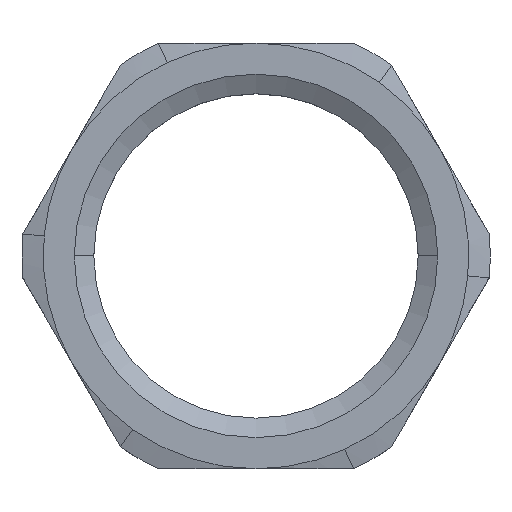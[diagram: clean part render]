
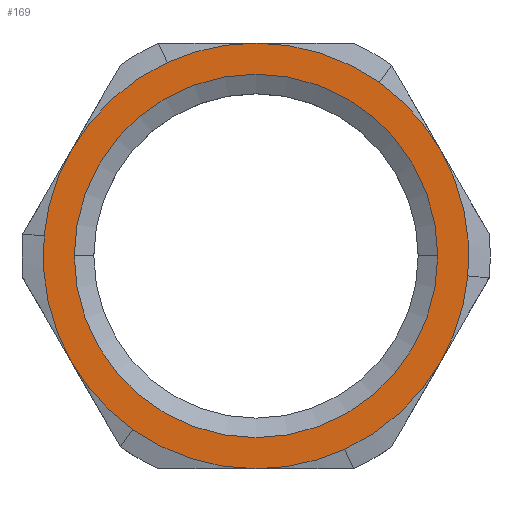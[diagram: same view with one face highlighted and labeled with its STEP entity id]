
A CAD part, top view. The second image highlights one B-rep face of the part: STEP entity #169.
In plain terms, the highlighted planar face has unit normal (0, 0, 1).
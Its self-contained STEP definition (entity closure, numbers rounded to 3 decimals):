
#14 = AXIS2_PLACEMENT_3D ( 'NONE', #937, #716, #832 ) ;
#16 = CARTESIAN_POINT ( 'NONE',  ( 7.467, -0.703, 3.3 ) ) ;
#17 = VERTEX_POINT ( 'NONE', #1122 ) ;
#23 = VERTEX_POINT ( 'NONE', #127 ) ;
#25 = AXIS2_PLACEMENT_3D ( 'NONE', #836, #1285, #267 ) ;
#43 = CIRCLE ( 'NONE', #799, 7.5 ) ;
#54 = DIRECTION ( 'NONE',  ( 0.417, -0.909, 0. ) ) ;
#79 = CARTESIAN_POINT ( 'NONE',  ( -6.495, 3.75, 3.3 ) ) ;
#81 = VERTEX_POINT ( 'NONE', #141 ) ;
#87 = VERTEX_POINT ( 'NONE', #512 ) ;
#90 = DIRECTION ( 'NONE',  ( -0.417, 0.909, 0. ) ) ;
#101 = EDGE_CURVE ( 'NONE', #992, #1247, #633, .T. ) ;
#127 = CARTESIAN_POINT ( 'NONE',  ( 6.495, -3.75, 3.3 ) ) ;
#128 = DIRECTION ( 'NONE',  ( -0.417, 0.909, 0. ) ) ;
#130 = CARTESIAN_POINT ( 'NONE',  ( 0., 0., 3.3 ) ) ;
#141 = CARTESIAN_POINT ( 'NONE',  ( -6.495, -3.75, 3.3 ) ) ;
#153 = DIRECTION ( 'NONE',  ( 1., 0., 0. ) ) ;
#169 = ADVANCED_FACE ( 'NONE', ( #1282, #507 ), #1168, .T. ) ;
#170 = DIRECTION ( 'NONE',  ( 0., 0., -1. ) ) ;
#188 = ORIENTED_EDGE ( 'NONE', *, *, #101, .F. ) ;
#232 = ORIENTED_EDGE ( 'NONE', *, *, #261, .F. ) ;
#234 = CARTESIAN_POINT ( 'NONE',  ( 0., 0., 3.3 ) ) ;
#240 = CIRCLE ( 'NONE', #1375, 7.5 ) ;
#261 = EDGE_CURVE ( 'NONE', #850, #1391, #483, .T. ) ;
#267 = DIRECTION ( 'NONE',  ( -0.579, -0.815, 0. ) ) ;
#305 = EDGE_LOOP ( 'NONE', ( #350, #531 ) ) ;
#323 = ORIENTED_EDGE ( 'NONE', *, *, #536, .F. ) ;
#332 = VERTEX_POINT ( 'NONE', #79 ) ;
#334 = DIRECTION ( 'NONE',  ( 0.996, -0.094, 0. ) ) ;
#350 = ORIENTED_EDGE ( 'NONE', *, *, #1304, .F. ) ;
#353 = EDGE_CURVE ( 'NONE', #1391, #1092, #240, .T. ) ;
#361 = CARTESIAN_POINT ( 'NONE',  ( 0., 0., 3.3 ) ) ;
#387 = CARTESIAN_POINT ( 'NONE',  ( 0., -7.5, 3.3 ) ) ;
#392 = ORIENTED_EDGE ( 'NONE', *, *, #430, .F. ) ;
#394 = DIRECTION ( 'NONE',  ( 0., 0., -1. ) ) ;
#398 = ORIENTED_EDGE ( 'NONE', *, *, #674, .F. ) ;
#420 = VERTEX_POINT ( 'NONE', #806 ) ;
#430 = EDGE_CURVE ( 'NONE', #1247, #23, #1001, .T. ) ;
#436 = CIRCLE ( 'NONE', #693, 7.5 ) ;
#460 = VERTEX_POINT ( 'NONE', #387 ) ;
#464 = DIRECTION ( 'NONE',  ( 0.417, -0.909, 0. ) ) ;
#467 = DIRECTION ( 'NONE',  ( 0., 0., -1. ) ) ;
#473 = AXIS2_PLACEMENT_3D ( 'NONE', #1326, #1137, #1253 ) ;
#483 = CIRCLE ( 'NONE', #1310, 7.5 ) ;
#507 = FACE_OUTER_BOUND ( 'NONE', #1059, .T. ) ;
#510 = EDGE_CURVE ( 'NONE', #23, #87, #1138, .T. ) ;
#512 = CARTESIAN_POINT ( 'NONE',  ( 3.124, -6.818, 3.3 ) ) ;
#531 = ORIENTED_EDGE ( 'NONE', *, *, #708, .F. ) ;
#536 = EDGE_CURVE ( 'NONE', #460, #420, #1206, .T. ) ;
#539 = CIRCLE ( 'NONE', #878, 7.5 ) ;
#551 = AXIS2_PLACEMENT_3D ( 'NONE', #234, #1345, #334 ) ;
#564 = DIRECTION ( 'NONE',  ( 0., 0., 1. ) ) ;
#623 = AXIS2_PLACEMENT_3D ( 'NONE', #130, #1140, #1161 ) ;
#632 = CARTESIAN_POINT ( 'NONE',  ( 0., 7.5, 3.3 ) ) ;
#633 = CIRCLE ( 'NONE', #14, 7.5 ) ;
#637 = AXIS2_PLACEMENT_3D ( 'NONE', #1355, #682, #128 ) ;
#647 = CARTESIAN_POINT ( 'NONE',  ( 4.342, 6.115, 3.3 ) ) ;
#660 = ORIENTED_EDGE ( 'NONE', *, *, #353, .F. ) ;
#673 = CARTESIAN_POINT ( 'NONE',  ( 0., 0., 3.3 ) ) ;
#674 = EDGE_CURVE ( 'NONE', #81, #1301, #436, .T. ) ;
#682 = DIRECTION ( 'NONE',  ( 0., 0., -1. ) ) ;
#693 = AXIS2_PLACEMENT_3D ( 'NONE', #962, #1072, #896 ) ;
#694 = CARTESIAN_POINT ( 'NONE',  ( 0., 0., 3.3 ) ) ;
#708 = EDGE_CURVE ( 'NONE', #1455, #17, #1312, .T. ) ;
#716 = DIRECTION ( 'NONE',  ( 0., 0., -1. ) ) ;
#717 = CARTESIAN_POINT ( 'NONE',  ( 6.405, 0., 3.3 ) ) ;
#723 = CARTESIAN_POINT ( 'NONE',  ( 0., 0., 3.3 ) ) ;
#735 = CARTESIAN_POINT ( 'NONE',  ( 0., 0., 3.3 ) ) ;
#740 = ORIENTED_EDGE ( 'NONE', *, *, #1238, .F. ) ;
#755 = CIRCLE ( 'NONE', #938, 6.405 ) ;
#767 = ORIENTED_EDGE ( 'NONE', *, *, #510, .F. ) ;
#768 = CARTESIAN_POINT ( 'NONE',  ( 6.495, 3.75, 3.3 ) ) ;
#769 = EDGE_CURVE ( 'NONE', #87, #460, #539, .T. ) ;
#788 = DIRECTION ( 'NONE',  ( 0.579, 0.815, 0. ) ) ;
#799 = AXIS2_PLACEMENT_3D ( 'NONE', #673, #801, #788 ) ;
#801 = DIRECTION ( 'NONE',  ( 0., 0., -1. ) ) ;
#806 = CARTESIAN_POINT ( 'NONE',  ( -4.342, -6.115, 3.3 ) ) ;
#816 = CARTESIAN_POINT ( 'NONE',  ( 0., 0., 3.3 ) ) ;
#830 = DIRECTION ( 'NONE',  ( -0.579, -0.815, 0. ) ) ;
#832 = DIRECTION ( 'NONE',  ( 0.996, -0.094, 0. ) ) ;
#836 = CARTESIAN_POINT ( 'NONE',  ( 0., 0., 3.3 ) ) ;
#850 = VERTEX_POINT ( 'NONE', #1060 ) ;
#878 = AXIS2_PLACEMENT_3D ( 'NONE', #361, #1363, #464 ) ;
#896 = DIRECTION ( 'NONE',  ( -0.996, 0.094, 0. ) ) ;
#922 = ORIENTED_EDGE ( 'NONE', *, *, #1193, .F. ) ;
#937 = CARTESIAN_POINT ( 'NONE',  ( 0., 0., 3.3 ) ) ;
#938 = AXIS2_PLACEMENT_3D ( 'NONE', #816, #564, #1268 ) ;
#962 = CARTESIAN_POINT ( 'NONE',  ( 0., 0., 3.3 ) ) ;
#980 = CARTESIAN_POINT ( 'NONE',  ( 0., 0., 3.3 ) ) ;
#982 = ORIENTED_EDGE ( 'NONE', *, *, #769, .F. ) ;
#985 = EDGE_CURVE ( 'NONE', #420, #81, #1465, .T. ) ;
#992 = VERTEX_POINT ( 'NONE', #768 ) ;
#996 = ORIENTED_EDGE ( 'NONE', *, *, #1202, .F. ) ;
#1001 = CIRCLE ( 'NONE', #551, 7.5 ) ;
#1059 = EDGE_LOOP ( 'NONE', ( #767, #392, #188, #740, #660, #232, #996, #922, #398, #1186, #323, #982 ) ) ;
#1060 = CARTESIAN_POINT ( 'NONE',  ( -3.124, 6.818, 3.3 ) ) ;
#1072 = DIRECTION ( 'NONE',  ( 0., 0., -1. ) ) ;
#1073 = DIRECTION ( 'NONE',  ( 0., 0., 1. ) ) ;
#1092 = VERTEX_POINT ( 'NONE', #647 ) ;
#1111 = CIRCLE ( 'NONE', #473, 7.5 ) ;
#1122 = CARTESIAN_POINT ( 'NONE',  ( -6.405, 0., 3.3 ) ) ;
#1127 = AXIS2_PLACEMENT_3D ( 'NONE', #735, #1073, #153 ) ;
#1129 = CARTESIAN_POINT ( 'NONE',  ( -7.467, 0.703, 3.3 ) ) ;
#1135 = DIRECTION ( 'NONE',  ( 0.579, 0.815, 0. ) ) ;
#1137 = DIRECTION ( 'NONE',  ( 0., 0., -1. ) ) ;
#1138 = CIRCLE ( 'NONE', #1460, 7.5 ) ;
#1140 = DIRECTION ( 'NONE',  ( 0., 0., 1. ) ) ;
#1161 = DIRECTION ( 'NONE',  ( -1., 0., 0. ) ) ;
#1162 = CARTESIAN_POINT ( 'NONE',  ( 0., 0., 3.3 ) ) ;
#1168 = PLANE ( 'NONE',  #1127 ) ;
#1186 = ORIENTED_EDGE ( 'NONE', *, *, #985, .F. ) ;
#1193 = EDGE_CURVE ( 'NONE', #1301, #332, #1111, .T. ) ;
#1202 = EDGE_CURVE ( 'NONE', #332, #850, #1228, .T. ) ;
#1206 = CIRCLE ( 'NONE', #1390, 7.5 ) ;
#1228 = CIRCLE ( 'NONE', #637, 7.5 ) ;
#1238 = EDGE_CURVE ( 'NONE', #1092, #992, #43, .T. ) ;
#1247 = VERTEX_POINT ( 'NONE', #16 ) ;
#1253 = DIRECTION ( 'NONE',  ( -0.996, 0.094, 0. ) ) ;
#1268 = DIRECTION ( 'NONE',  ( -1., 0., 0. ) ) ;
#1282 = FACE_BOUND ( 'NONE', #305, .T. ) ;
#1285 = DIRECTION ( 'NONE',  ( 0., 0., -1. ) ) ;
#1301 = VERTEX_POINT ( 'NONE', #1129 ) ;
#1304 = EDGE_CURVE ( 'NONE', #17, #1455, #755, .T. ) ;
#1310 = AXIS2_PLACEMENT_3D ( 'NONE', #980, #1432, #90 ) ;
#1312 = CIRCLE ( 'NONE', #623, 6.405 ) ;
#1326 = CARTESIAN_POINT ( 'NONE',  ( 0., 0., 3.3 ) ) ;
#1345 = DIRECTION ( 'NONE',  ( 0., 0., -1. ) ) ;
#1355 = CARTESIAN_POINT ( 'NONE',  ( 0., 0., 3.3 ) ) ;
#1363 = DIRECTION ( 'NONE',  ( 0., 0., -1. ) ) ;
#1375 = AXIS2_PLACEMENT_3D ( 'NONE', #694, #467, #1135 ) ;
#1390 = AXIS2_PLACEMENT_3D ( 'NONE', #1162, #394, #830 ) ;
#1391 = VERTEX_POINT ( 'NONE', #632 ) ;
#1432 = DIRECTION ( 'NONE',  ( 0., 0., -1. ) ) ;
#1455 = VERTEX_POINT ( 'NONE', #717 ) ;
#1460 = AXIS2_PLACEMENT_3D ( 'NONE', #723, #170, #54 ) ;
#1465 = CIRCLE ( 'NONE', #25, 7.5 ) ;
